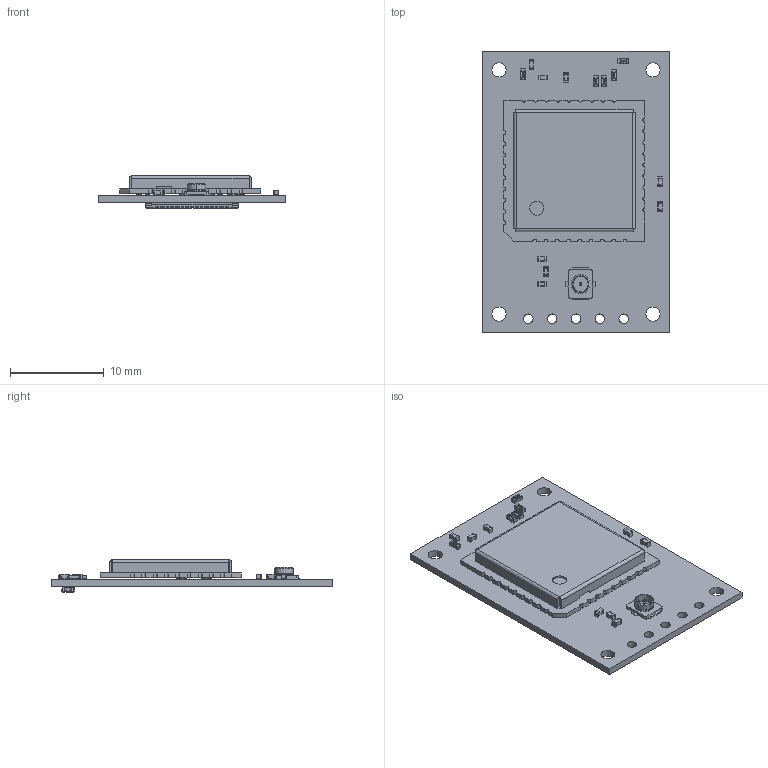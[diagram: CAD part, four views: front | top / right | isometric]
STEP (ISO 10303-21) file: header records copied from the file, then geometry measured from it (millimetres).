
FILE_DESCRIPTION(('Open CASCADE Model'),'2;1');
FILE_NAME('Open CASCADE Shape Model','2020-06-01T18:22:33',('Author'),( 'Open CASCADE'),'Open CASCADE STEP processor 6.8','Open CASCADE 6.8' ,'Unknown');
FILE_SCHEMA(('AUTOMOTIVE_DESIGN { 1 0 10303 214 1 1 1 1 }'));
Length unit declared in the file: millimetre
Products named in the file (32): PCB; Board; Open CASCADE STEP translator 6.8 12.1.1; C11; C0402; C13; C8; C6; C9; C7; C10; C12; R18; RES_1005-0402; R19; R20; R21; R22; J6; UFL-R-SMD; Part_525; Part_739; Part_578; Part_540; Part_562; Part_555; U2; pwb-rak4260; PWB-RAK4260; RAKU70580011; J5; axe640124
Assembly tree (42 placements, depth 4):
  PCB
    Board
      Open CASCADE STEP translator 6.8 12.1.1
    C11
      C0402
    C13
      C0402
    C8
      C0402
    C6
      C0402
    C9
      C0402
    C7
      C0402
    C10
      C0402
    C12
      C0402
    R18
      RES_1005-0402
    R19
      RES_1005-0402
    R20
      RES_1005-0402
    R21
      RES_1005-0402
    R22
      RES_1005-0402
    J6
      UFL-R-SMD
        Part_525
        Part_739
        Part_578
        Part_540
        Part_562
        Part_555
    U2
      pwb-rak4260
        PWB-RAK4260
        RAKU70580011
    J5
      axe640124
Bounding box: 20 x 30 x 3.45 mm (x, y, z)
Volume: 609 mm3; surface area: 2353.8 mm2
Topology: 38 solids, 38 shells, 1948 faces, 4881 edges, 2986 vertices
Faces by surface type: plane 1153, cylinder 381, bspline 254, sphere 144, cone 12, torus 4
Full cylindrical faces by diameter (mm): 1.016 x5, 1.5 x4
Entity records: 36310 total; most frequent: CARTESIAN_POINT 8442, ORIENTED_EDGE 5642, DIRECTION 5275, EDGE_CURVE 2821, LINE 2229, VECTOR 2229, VERTEX_POINT 1812, AXIS2_PLACEMENT_3D 1523
